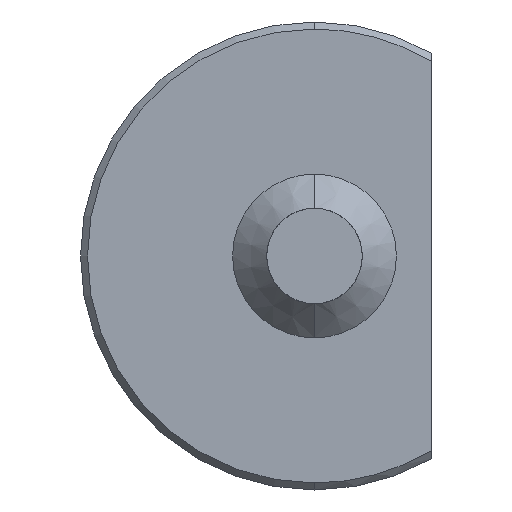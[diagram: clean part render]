
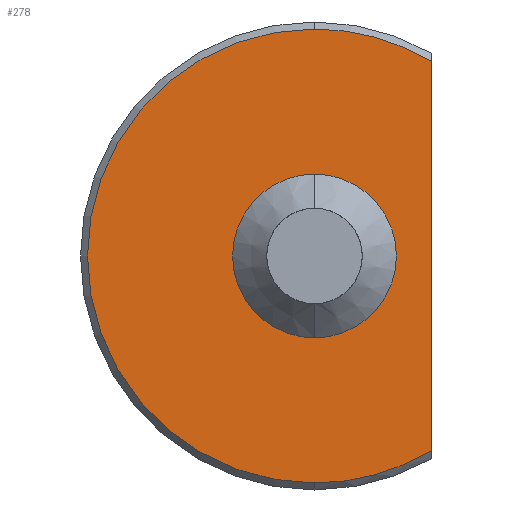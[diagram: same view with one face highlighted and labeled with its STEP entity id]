
A CAD part, left-side view. The second image highlights one B-rep face of the part: STEP entity #278.
In plain terms, the highlighted planar face has unit normal (-1, 0, 0).
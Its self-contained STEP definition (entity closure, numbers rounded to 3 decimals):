
#19 = CIRCLE ( 'NONE', #307, 4.445 ) ;
#44 = DIRECTION ( 'NONE',  ( 1., 0., 0. ) ) ;
#45 = ORIENTED_EDGE ( 'NONE', *, *, #338, .F. ) ;
#48 = EDGE_LOOP ( 'NONE', ( #93, #155, #483, #270 ) ) ;
#63 = DIRECTION ( 'NONE',  ( 0., 0., 1. ) ) ;
#93 = ORIENTED_EDGE ( 'NONE', *, *, #200, .F. ) ;
#109 = CARTESIAN_POINT ( 'NONE',  ( -16.797, -6.35, 0. ) ) ;
#125 = DIRECTION ( 'NONE',  ( -1., 0., 0. ) ) ;
#129 = CARTESIAN_POINT ( 'NONE',  ( -16.797, 0., 0. ) ) ;
#141 = EDGE_CURVE ( 'NONE', #252, #215, #738, .T. ) ;
#148 = AXIS2_PLACEMENT_3D ( 'NONE', #592, #44, #63 ) ;
#155 = ORIENTED_EDGE ( 'NONE', *, *, #727, .T. ) ;
#158 = CIRCLE ( 'NONE', #567, 12.319 ) ;
#200 = EDGE_CURVE ( 'NONE', #335, #215, #662, .T. ) ;
#201 = DIRECTION ( 'NONE',  ( -1., 0., 0. ) ) ;
#215 = VERTEX_POINT ( 'NONE', #282 ) ;
#226 = CIRCLE ( 'NONE', #609, 12.319 ) ;
#248 = ORIENTED_EDGE ( 'NONE', *, *, #315, .F. ) ;
#251 = EDGE_CURVE ( 'NONE', #418, #252, #226, .T. ) ;
#252 = VERTEX_POINT ( 'NONE', #365 ) ;
#259 = CARTESIAN_POINT ( 'NONE',  ( -16.797, 0., 0. ) ) ;
#270 = ORIENTED_EDGE ( 'NONE', *, *, #141, .T. ) ;
#275 = CARTESIAN_POINT ( 'NONE',  ( -16.797, 0., 0. ) ) ;
#278 = ADVANCED_FACE ( 'NONE', ( #524, #674 ), #613, .F. ) ;
#282 = CARTESIAN_POINT ( 'NONE',  ( -16.797, -6.35, -10.556 ) ) ;
#307 = AXIS2_PLACEMENT_3D ( 'NONE', #275, #518, #498 ) ;
#315 = EDGE_CURVE ( 'NONE', #698, #774, #19, .T. ) ;
#321 = CARTESIAN_POINT ( 'NONE',  ( -16.797, 0., 0. ) ) ;
#335 = VERTEX_POINT ( 'NONE', #692 ) ;
#338 = EDGE_CURVE ( 'NONE', #774, #698, #675, .T. ) ;
#365 = CARTESIAN_POINT ( 'NONE',  ( -16.797, 0., -12.319 ) ) ;
#375 = DIRECTION ( 'NONE',  ( -1., 0., 0. ) ) ;
#379 = CARTESIAN_POINT ( 'NONE',  ( -16.797, 0., 12.319 ) ) ;
#384 = AXIS2_PLACEMENT_3D ( 'NONE', #259, #201, #543 ) ;
#403 = CARTESIAN_POINT ( 'NONE',  ( -16.797, 0., 0. ) ) ;
#418 = VERTEX_POINT ( 'NONE', #379 ) ;
#451 = CARTESIAN_POINT ( 'NONE',  ( -16.797, 0., 4.445 ) ) ;
#483 = ORIENTED_EDGE ( 'NONE', *, *, #251, .T. ) ;
#490 = VECTOR ( 'NONE', #553, 1000. ) ;
#498 = DIRECTION ( 'NONE',  ( 0., 0., 1. ) ) ;
#506 = EDGE_LOOP ( 'NONE', ( #248, #45 ) ) ;
#518 = DIRECTION ( 'NONE',  ( -1., 0., 0. ) ) ;
#524 = FACE_OUTER_BOUND ( 'NONE', #48, .T. ) ;
#543 = DIRECTION ( 'NONE',  ( 0., 0., 1. ) ) ;
#553 = DIRECTION ( 'NONE',  ( 0., 0., -1. ) ) ;
#563 = DIRECTION ( 'NONE',  ( 0., 0., 1. ) ) ;
#567 = AXIS2_PLACEMENT_3D ( 'NONE', #403, #711, #578 ) ;
#578 = DIRECTION ( 'NONE',  ( 0., 0., 1. ) ) ;
#582 = AXIS2_PLACEMENT_3D ( 'NONE', #321, #375, #563 ) ;
#591 = CARTESIAN_POINT ( 'NONE',  ( -16.797, 0., -4.445 ) ) ;
#592 = CARTESIAN_POINT ( 'NONE',  ( -16.797, -10.556, 0. ) ) ;
#599 = DIRECTION ( 'NONE',  ( 0., 0., 1. ) ) ;
#609 = AXIS2_PLACEMENT_3D ( 'NONE', #129, #125, #599 ) ;
#613 = PLANE ( 'NONE',  #148 ) ;
#662 = LINE ( 'NONE', #109, #490 ) ;
#674 = FACE_BOUND ( 'NONE', #506, .T. ) ;
#675 = CIRCLE ( 'NONE', #582, 4.445 ) ;
#692 = CARTESIAN_POINT ( 'NONE',  ( -16.797, -6.35, 10.556 ) ) ;
#698 = VERTEX_POINT ( 'NONE', #451 ) ;
#711 = DIRECTION ( 'NONE',  ( -1., 0., 0. ) ) ;
#727 = EDGE_CURVE ( 'NONE', #335, #418, #158, .T. ) ;
#738 = CIRCLE ( 'NONE', #384, 12.319 ) ;
#774 = VERTEX_POINT ( 'NONE', #591 ) ;
